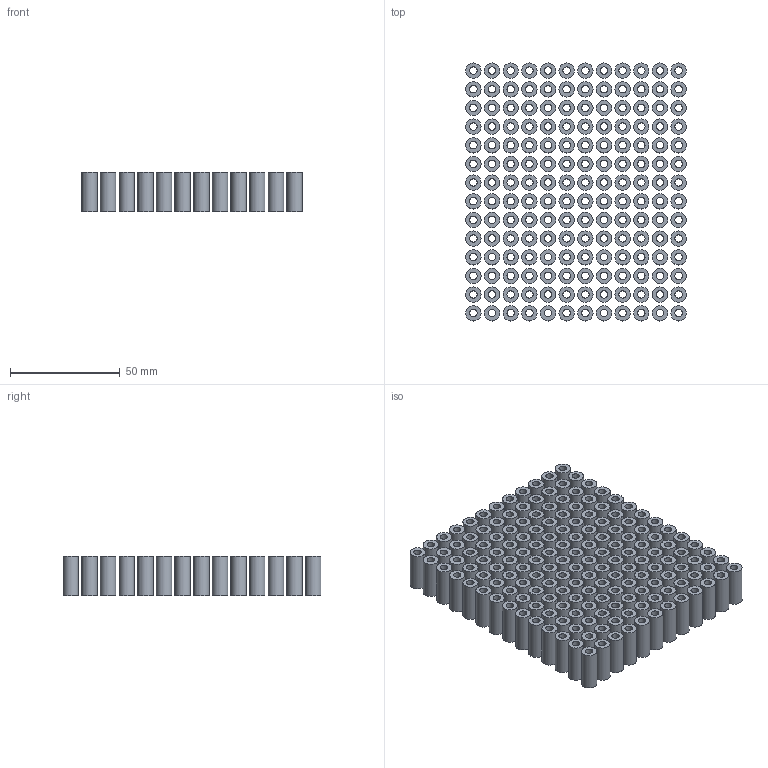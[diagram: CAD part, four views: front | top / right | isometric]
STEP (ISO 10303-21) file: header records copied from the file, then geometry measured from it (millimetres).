
FILE_DESCRIPTION(/* description */ ('Alibre Inc.'),/* implementation_level */ '2;1');
FILE_NAME(/* name */ 'export0',/* time_stamp */ '2015-07-11T14:12:02+12:00',/* author */ (''),/* organization */ (''),/* preprocessor_version */ 'ST-DEVELOPER v14',/* originating_system */ 'Alibre',/* authorisation */ '');
FILE_SCHEMA (('CONFIG_CONTROL_DESIGN'));
Length unit declared in the file: centimetre
Products named in the file (1): ID_1
Bounding box: 100.5 x 117.5 x 18 mm (x, y, z)
Volume: 88921.6 mm3; surface area: 108682 mm2
Topology: 168 solids, 168 shells, 672 faces, 1008 edges, 672 vertices
Faces by surface type: cylinder 336, plane 336
Full cylindrical faces by diameter (mm): 3.4 x168, 7 x168
Entity records: 13531 total; most frequent: DIRECTION 2352, CARTESIAN_POINT 2016, ORIENTED_EDGE 1344, EDGE_LOOP 1344, FACE_BOUND 1344, AXIS2_PLACEMENT_3D 1344, VERTEX_POINT 672, CIRCLE 672
